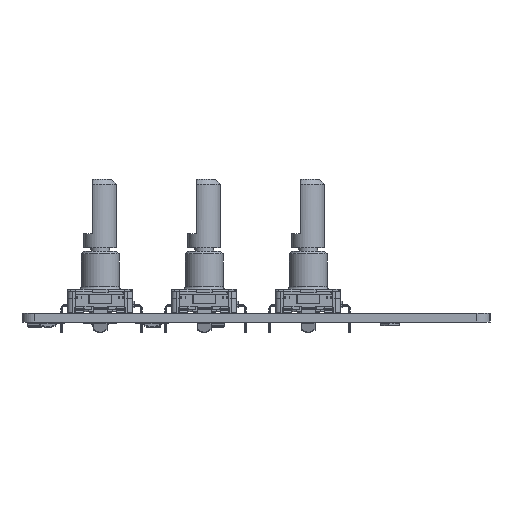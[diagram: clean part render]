
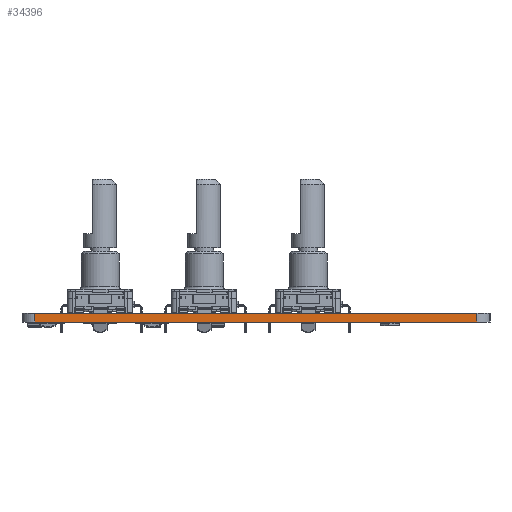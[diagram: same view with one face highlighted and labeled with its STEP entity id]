
A CAD part, left-side view. The second image highlights one B-rep face of the part: STEP entity #34396.
In plain terms, the highlighted planar face has unit normal (-1, 0, 0).
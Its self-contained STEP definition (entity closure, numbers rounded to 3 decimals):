
#23159 = VERTEX_POINT('',#23160);
#23160 = CARTESIAN_POINT('',(12.7,-19.844,0.));
#23167 = EDGE_CURVE('',#23168,#23159,#23170,.T.);
#23168 = VERTEX_POINT('',#23169);
#23169 = CARTESIAN_POINT('',(12.7,-100.806,0.));
#23170 = LINE('',#23171,#23172);
#23171 = CARTESIAN_POINT('',(12.7,-100.806,0.));
#23172 = VECTOR('',#23173,1.);
#23173 = DIRECTION('',(0.,1.,0.));
#28764 = VERTEX_POINT('',#28765);
#28765 = CARTESIAN_POINT('',(12.7,-19.844,1.6));
#28772 = EDGE_CURVE('',#28773,#28764,#28775,.T.);
#28773 = VERTEX_POINT('',#28774);
#28774 = CARTESIAN_POINT('',(12.7,-100.806,1.6));
#28775 = LINE('',#28776,#28777);
#28776 = CARTESIAN_POINT('',(12.7,-100.806,1.6));
#28777 = VECTOR('',#28778,1.);
#28778 = DIRECTION('',(0.,1.,0.));
#34366 = EDGE_CURVE('',#23159,#28764,#34367,.T.);
#34367 = LINE('',#34368,#34369);
#34368 = CARTESIAN_POINT('',(12.7,-19.844,0.));
#34369 = VECTOR('',#34370,1.);
#34370 = DIRECTION('',(0.,0.,1.));
#34396 = ADVANCED_FACE('',(#34397),#34408,.T.);
#34397 = FACE_BOUND('',#34398,.T.);
#34398 = EDGE_LOOP('',(#34399,#34405,#34406,#34407));
#34399 = ORIENTED_EDGE('',*,*,#34400,.T.);
#34400 = EDGE_CURVE('',#23168,#28773,#34401,.T.);
#34401 = LINE('',#34402,#34403);
#34402 = CARTESIAN_POINT('',(12.7,-100.806,0.));
#34403 = VECTOR('',#34404,1.);
#34404 = DIRECTION('',(0.,0.,1.));
#34405 = ORIENTED_EDGE('',*,*,#28772,.T.);
#34406 = ORIENTED_EDGE('',*,*,#34366,.F.);
#34407 = ORIENTED_EDGE('',*,*,#23167,.F.);
#34408 = PLANE('',#34409);
#34409 = AXIS2_PLACEMENT_3D('',#34410,#34411,#34412);
#34410 = CARTESIAN_POINT('',(12.7,-100.806,0.));
#34411 = DIRECTION('',(-1.,0.,0.));
#34412 = DIRECTION('',(0.,1.,0.));
